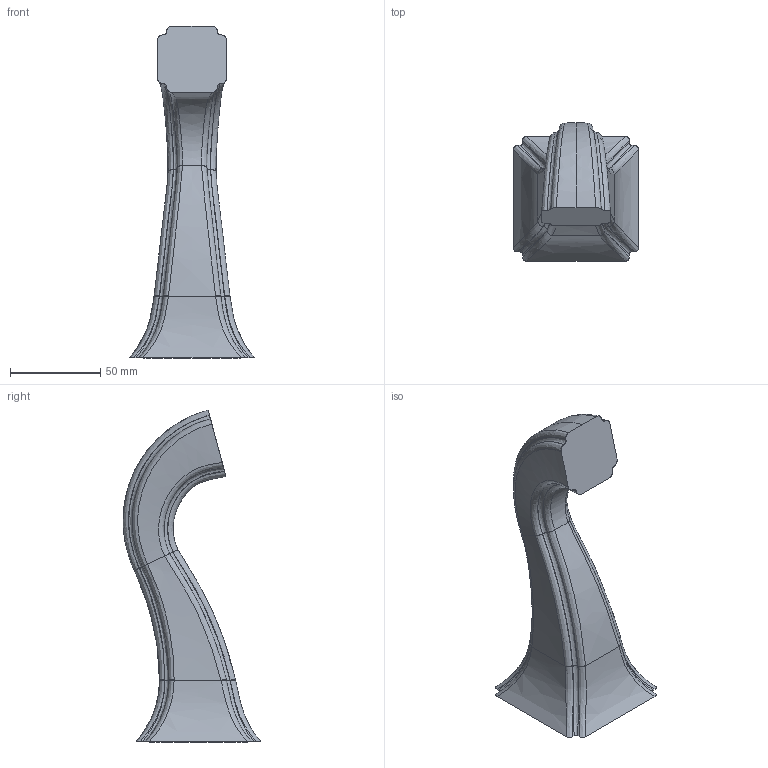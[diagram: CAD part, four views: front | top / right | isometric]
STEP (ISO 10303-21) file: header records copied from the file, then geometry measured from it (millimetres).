
FILE_DESCRIPTION((''),'2;1');
FILE_NAME('8-009','2021-01-26T09:14:14',('rsmith'),(''),'CREO PARAMETRIC BY PTC INC, 2018400','CREO PARAMETRIC BY PTC INC, 2018400','');
FILE_SCHEMA(('AUTOMOTIVE_DESIGN { 1 0 10303 214 1 1 1 1 }'));
Length unit declared in the file: inch
Products named in the file (1): 8-009
Bounding box: 69.09 x 76.28 x 183.75 mm (x, y, z)
Volume: 234560.9 mm3; surface area: 31418.9 mm2
Topology: 1 solids, 1 shells, 121 faces, 299 edges, 181 vertices
Faces by surface type: bspline 116, plane 3, cylinder 2
Entity records: 11438 total; most frequent: CARTESIAN_POINT 8163, ORIENTED_EDGE 598, PRESENTATION_STYLE_ASSIGNMENT 312, STYLED_ITEM 312, CURVE_STYLE 299, EDGE_CURVE 299, B_SPLINE_CURVE_WITH_KNOTS 195, VERTEX_POINT 181
